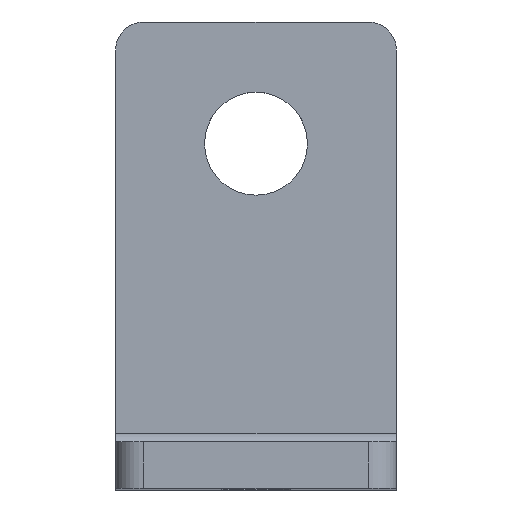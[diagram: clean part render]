
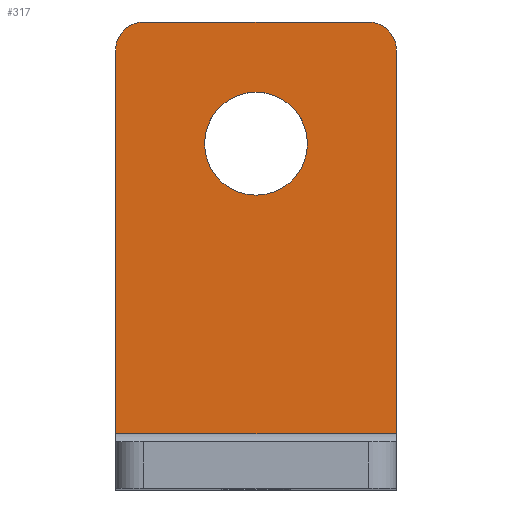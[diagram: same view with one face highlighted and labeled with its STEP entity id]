
A CAD part, top view. The second image highlights one B-rep face of the part: STEP entity #317.
In plain terms, the highlighted planar face has unit normal (0, 0, 1).
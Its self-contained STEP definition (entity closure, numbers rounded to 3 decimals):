
#7=CARTESIAN_POINT('',(-15.0,-31.,5.));
#8=VERTEX_POINT('',#7);
#26=CARTESIAN_POINT('',(15.0,-31.,5.));
#27=VERTEX_POINT('',#26);
#35=CARTESIAN_POINT('',(-15.0,-31.,5.));
#36=DIRECTION('',(1.0,0.0,0.0));
#37=VECTOR('',#36,30.0);
#38=LINE('',#35,#37);
#39=EDGE_CURVE('',#8,#27,#38,.T.);
#219=CARTESIAN_POINT('',(0.0,-5.5,5.0));
#220=VERTEX_POINT('',#219);
#246=CARTESIAN_POINT('',(0.,5.5,5.0));
#247=VERTEX_POINT('',#246);
#248=CARTESIAN_POINT('',(0.,0.,5.0));
#249=DIRECTION('',(0.0,0.,1.0));
#250=DIRECTION('',(0.,-1.0,0.));
#251=AXIS2_PLACEMENT_3D('',#248,#249,#250);
#252=CIRCLE('',#251,5.5);
#253=EDGE_CURVE('',#220,#247,#252,.T.);
#255=CARTESIAN_POINT('',(0.,0.,5.0));
#256=DIRECTION('',(0.0,0.,1.0));
#257=DIRECTION('',(0.,-1.0,0.));
#258=AXIS2_PLACEMENT_3D('',#255,#256,#257);
#259=CIRCLE('',#258,5.5);
#260=EDGE_CURVE('',#247,#220,#259,.T.);
#265=CARTESIAN_POINT('',(-15.0,13.,5.));
#266=DIRECTION('',(0.0,0.0,1.0));
#267=DIRECTION('',(0.0,-1.0,0.0));
#268=AXIS2_PLACEMENT_3D('',#265,#266,#267);
#269=PLANE('',#268);
#270=CARTESIAN_POINT('',(12.0,13.,5.));
#271=VERTEX_POINT('',#270);
#272=CARTESIAN_POINT('',(15.0,10.,5.));
#273=VERTEX_POINT('',#272);
#274=CARTESIAN_POINT('',(12.0,10.,5.));
#275=DIRECTION('',(0.0,0.,-1.0));
#276=DIRECTION('',(0.0,1.0,0.));
#277=AXIS2_PLACEMENT_3D('',#274,#275,#276);
#278=CIRCLE('',#277,3.0);
#279=EDGE_CURVE('',#271,#273,#278,.T.);
#280=ORIENTED_EDGE('',*,*,#279,.F.);
#281=CARTESIAN_POINT('',(-12.0,13.,5.));
#282=VERTEX_POINT('',#281);
#283=CARTESIAN_POINT('',(-12.0,13.,5.));
#284=DIRECTION('',(1.0,0.0,0.0));
#285=VECTOR('',#284,24.0);
#286=LINE('',#283,#285);
#287=EDGE_CURVE('',#282,#271,#286,.T.);
#288=ORIENTED_EDGE('',*,*,#287,.F.);
#289=CARTESIAN_POINT('',(-15.0,10.,5.));
#290=VERTEX_POINT('',#289);
#291=CARTESIAN_POINT('',(-12.0,10.,5.));
#292=DIRECTION('',(0.0,0.,1.0));
#293=DIRECTION('',(0.0,1.0,0.));
#294=AXIS2_PLACEMENT_3D('',#291,#292,#293);
#295=CIRCLE('',#294,3.0);
#296=EDGE_CURVE('',#282,#290,#295,.T.);
#297=ORIENTED_EDGE('',*,*,#296,.T.);
#298=CARTESIAN_POINT('',(-15.,10.,5.));
#299=DIRECTION('',(0.0,-1.0,0.0));
#300=VECTOR('',#299,41.0);
#301=LINE('',#298,#300);
#302=EDGE_CURVE('',#290,#8,#301,.T.);
#303=ORIENTED_EDGE('',*,*,#302,.T.);
#304=ORIENTED_EDGE('',*,*,#39,.T.);
#305=CARTESIAN_POINT('',(15.,10.,5.));
#306=DIRECTION('',(0.0,-1.0,0.0));
#307=VECTOR('',#306,41.0);
#308=LINE('',#305,#307);
#309=EDGE_CURVE('',#273,#27,#308,.T.);
#310=ORIENTED_EDGE('',*,*,#309,.F.);
#311=EDGE_LOOP('',(#280,#288,#297,#303,#304,#310));
#312=FACE_OUTER_BOUND('',#311,.T.);
#313=ORIENTED_EDGE('',*,*,#260,.F.);
#314=ORIENTED_EDGE('',*,*,#253,.F.);
#315=EDGE_LOOP('',(#313,#314));
#316=FACE_BOUND('',#315,.T.);
#317=ADVANCED_FACE('',(#312,#316),#269,.T.);
